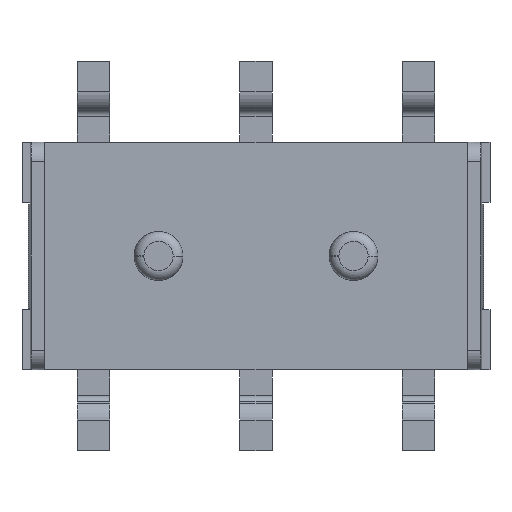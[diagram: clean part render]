
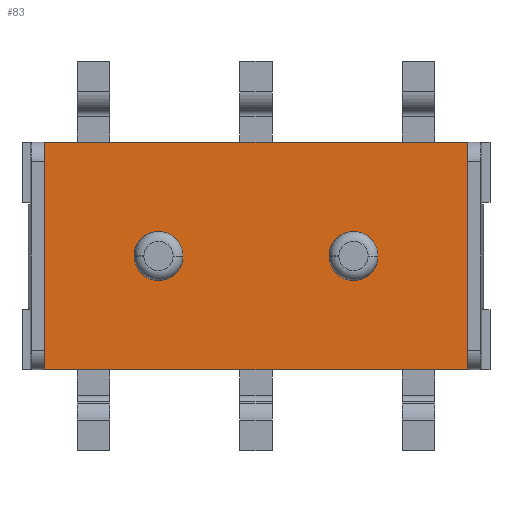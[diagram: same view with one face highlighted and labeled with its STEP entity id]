
A CAD part, front view. The second image highlights one B-rep face of the part: STEP entity #83.
In plain terms, the highlighted planar face has unit normal (0, -1, 0).
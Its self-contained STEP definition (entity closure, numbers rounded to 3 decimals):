
#83=ADVANCED_FACE('',(#350,#351,#352),#353,.T.);
#350=FACE_OUTER_BOUND('',#807,.T.);
#351=FACE_BOUND('',#808,.T.);
#352=FACE_BOUND('',#809,.T.);
#353=PLANE('',#810);
#807=EDGE_LOOP('',(#1555,#1556,#1557,#1558));
#808=EDGE_LOOP('',(#1559,#1560));
#809=EDGE_LOOP('',(#1561,#1562));
#810=AXIS2_PLACEMENT_3D('',#1563,#1564,#1565);
#1555=ORIENTED_EDGE('',*,*,#3267,.T.);
#1556=ORIENTED_EDGE('',*,*,#3270,.F.);
#1557=ORIENTED_EDGE('',*,*,#3271,.F.);
#1558=ORIENTED_EDGE('',*,*,#3140,.T.);
#1559=ORIENTED_EDGE('',*,*,#3272,.F.);
#1560=ORIENTED_EDGE('',*,*,#3273,.F.);
#1561=ORIENTED_EDGE('',*,*,#3274,.F.);
#1562=ORIENTED_EDGE('',*,*,#3275,.F.);
#1563=CARTESIAN_POINT('',(-3.25,0.0,-1.75));
#1564=DIRECTION('',(0.0,-1.0,0.0));
#1565=DIRECTION('',(0.0,0.0,-1.0));
#3140=EDGE_CURVE('',#3819,#3817,#3820,.T.);
#3267=EDGE_CURVE('',#3817,#4043,#4045,.T.);
#3270=EDGE_CURVE('',#4048,#4043,#4049,.T.);
#3271=EDGE_CURVE('',#3819,#4048,#4050,.T.);
#3272=EDGE_CURVE('',#4051,#4052,#4053,.T.);
#3273=EDGE_CURVE('',#4052,#4051,#4054,.T.);
#3274=EDGE_CURVE('',#4055,#4056,#4057,.T.);
#3275=EDGE_CURVE('',#4056,#4055,#4058,.T.);
#3817=VERTEX_POINT('',#4864);
#3819=VERTEX_POINT('',#4867);
#3820=LINE('',#4868,#4869);
#4043=VERTEX_POINT('',#5201);
#4045=LINE('',#5204,#5205);
#4048=VERTEX_POINT('',#5210);
#4049=LINE('',#5211,#5212);
#4050=LINE('',#5213,#5214);
#4051=VERTEX_POINT('',#5215);
#4052=VERTEX_POINT('',#5216);
#4053=CIRCLE('',#5217,0.375);
#4054=CIRCLE('',#5218,0.375);
#4055=VERTEX_POINT('',#5219);
#4056=VERTEX_POINT('',#5220);
#4057=CIRCLE('',#5221,0.375);
#4058=CIRCLE('',#5222,0.375);
#4864=CARTESIAN_POINT('',(3.25,0.0,-1.75));
#4867=CARTESIAN_POINT('',(-3.25,0.0,-1.75));
#4868=CARTESIAN_POINT('',(-3.25,0.0,-1.75));
#4869=VECTOR('',#6356,6.5);
#5201=CARTESIAN_POINT('',(3.25,0.0,1.75));
#5204=CARTESIAN_POINT('',(3.25,0.0,-1.75));
#5205=VECTOR('',#6515,3.5);
#5210=CARTESIAN_POINT('',(-3.25,0.0,1.75));
#5211=CARTESIAN_POINT('',(-3.25,0.0,1.75));
#5212=VECTOR('',#6518,6.5);
#5213=CARTESIAN_POINT('',(-3.25,0.0,-1.75));
#5214=VECTOR('',#6519,3.5);
#5215=CARTESIAN_POINT('',(-1.875,0.0,0.0));
#5216=CARTESIAN_POINT('',(-1.125,0.0,0.0));
#5217=AXIS2_PLACEMENT_3D('',#6520,#6521,#6522);
#5218=AXIS2_PLACEMENT_3D('',#6523,#6524,#6525);
#5219=CARTESIAN_POINT('',(1.125,0.0,0.0));
#5220=CARTESIAN_POINT('',(1.875,0.0,0.0));
#5221=AXIS2_PLACEMENT_3D('',#6526,#6527,#6528);
#5222=AXIS2_PLACEMENT_3D('',#6529,#6530,#6531);
#6356=DIRECTION('',(1.0,0.0,0.0));
#6515=DIRECTION('',(0.0,0.0,1.0));
#6518=DIRECTION('',(1.0,0.0,0.0));
#6519=DIRECTION('',(0.0,0.0,1.0));
#6520=CARTESIAN_POINT('',(-1.5,0.0,0.0));
#6521=DIRECTION('',(0.0,-1.0,0.0));
#6522=DIRECTION('',(-1.0,0.0,0.0));
#6523=CARTESIAN_POINT('',(-1.5,0.0,0.0));
#6524=DIRECTION('',(0.0,-1.0,0.0));
#6525=DIRECTION('',(1.0,0.0,0.0));
#6526=CARTESIAN_POINT('',(1.5,0.0,0.0));
#6527=DIRECTION('',(0.0,-1.0,0.0));
#6528=DIRECTION('',(-1.0,0.0,0.0));
#6529=CARTESIAN_POINT('',(1.5,0.0,0.0));
#6530=DIRECTION('',(0.0,-1.0,0.0));
#6531=DIRECTION('',(1.0,0.0,0.0));
